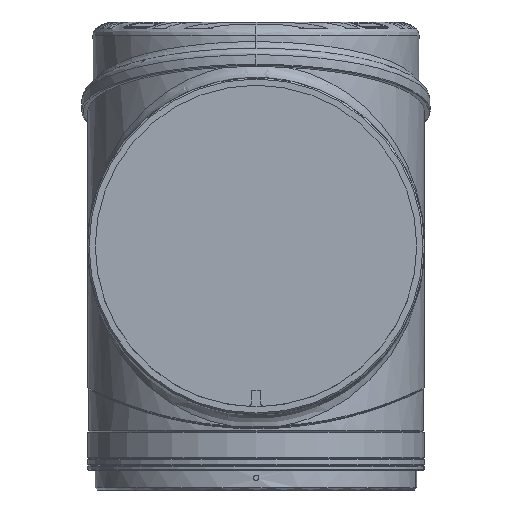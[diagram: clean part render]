
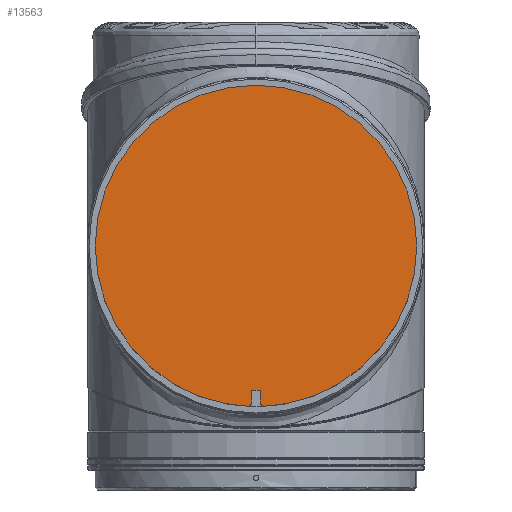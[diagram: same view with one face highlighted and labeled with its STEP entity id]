
A CAD part, left-side view. The second image highlights one B-rep face of the part: STEP entity #13563.
In plain terms, the highlighted planar face has unit normal (-1, 0, 0).
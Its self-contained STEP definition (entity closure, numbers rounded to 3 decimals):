
#38 = CARTESIAN_POINT ( 'NONE',  ( -87., -1.5, 67. ) ) ;
#90 = CARTESIAN_POINT ( 'NONE',  ( -87., 4.113, 59.617 ) ) ;
#795 = AXIS2_PLACEMENT_3D ( 'NONE', #4691, #20762, #17710 ) ;
#1177 = AXIS2_PLACEMENT_3D ( 'NONE', #9421, #15517, #11007 ) ;
#1218 = DIRECTION ( 'NONE',  ( 0., 1., 0. ) ) ;
#1295 = EDGE_CURVE ( 'NONE', #14519, #5825, #3150, .T. ) ;
#1681 = VERTEX_POINT ( 'NONE', #12616 ) ;
#1687 = CIRCLE ( 'NONE', #16772, 72.5 ) ;
#1956 = DIRECTION ( 'NONE',  ( 0., 1., 0. ) ) ;
#1996 = CIRCLE ( 'NONE', #4375, 2. ) ;
#2053 = VECTOR ( 'NONE', #2963, 1000. ) ;
#2313 = CARTESIAN_POINT ( 'NONE',  ( -87., -72.5, 132. ) ) ;
#2623 = ORIENTED_EDGE ( 'NONE', *, *, #11734, .F. ) ;
#2963 = DIRECTION ( 'NONE',  ( 0., 0., -1. ) ) ;
#3150 = CIRCLE ( 'NONE', #795, 72.5 ) ;
#4167 = VERTEX_POINT ( 'NONE', #15199 ) ;
#4340 = EDGE_CURVE ( 'NONE', #10341, #18929, #6857, .T. ) ;
#4343 = CARTESIAN_POINT ( 'NONE',  ( -87., 72.5, 132. ) ) ;
#4352 = DIRECTION ( 'NONE',  ( -1., 0., 0. ) ) ;
#4374 = AXIS2_PLACEMENT_3D ( 'NONE', #15245, #16825, #14947 ) ;
#4375 = AXIS2_PLACEMENT_3D ( 'NONE', #14028, #4352, #1218 ) ;
#4498 = DIRECTION ( 'NONE',  ( 0., 1., 0. ) ) ;
#4691 = CARTESIAN_POINT ( 'NONE',  ( -87., 0., 132. ) ) ;
#4808 = EDGE_CURVE ( 'NONE', #1681, #5309, #14925, .T. ) ;
#5309 = VERTEX_POINT ( 'NONE', #17292 ) ;
#5642 = ORIENTED_EDGE ( 'NONE', *, *, #12117, .T. ) ;
#5825 = VERTEX_POINT ( 'NONE', #4343 ) ;
#6566 = PLANE ( 'NONE',  #13780 ) ;
#6857 = CIRCLE ( 'NONE', #1177, 2. ) ;
#6869 = AXIS2_PLACEMENT_3D ( 'NONE', #12111, #13382, #13687 ) ;
#6953 = VERTEX_POINT ( 'NONE', #19228 ) ;
#7156 = DIRECTION ( 'NONE',  ( 0., 1., 0. ) ) ;
#7642 = CARTESIAN_POINT ( 'NONE',  ( -87., 0., 132. ) ) ;
#8100 = LINE ( 'NONE', #11166, #9962 ) ;
#9003 = ORIENTED_EDGE ( 'NONE', *, *, #1295, .T. ) ;
#9421 = CARTESIAN_POINT ( 'NONE',  ( -87., 4., 61.614 ) ) ;
#9930 = FACE_OUTER_BOUND ( 'NONE', #16634, .T. ) ;
#9962 = VECTOR ( 'NONE', #12750, 1000. ) ;
#9994 = VERTEX_POINT ( 'NONE', #38 ) ;
#10341 = VERTEX_POINT ( 'NONE', #90 ) ;
#10360 = ORIENTED_EDGE ( 'NONE', *, *, #14698, .F. ) ;
#10947 = LINE ( 'NONE', #17359, #2053 ) ;
#11007 = DIRECTION ( 'NONE',  ( 0., 1., 0. ) ) ;
#11166 = CARTESIAN_POINT ( 'NONE',  ( -87., -2., 67. ) ) ;
#11528 = CARTESIAN_POINT ( 'NONE',  ( -87., -2., 61.614 ) ) ;
#11690 = CARTESIAN_POINT ( 'NONE',  ( -87., 0., 132. ) ) ;
#11734 = EDGE_CURVE ( 'NONE', #9994, #5309, #8100, .T. ) ;
#11784 = VECTOR ( 'NONE', #19111, 1000. ) ;
#12111 = CARTESIAN_POINT ( 'NONE',  ( -87., 1.5, 66.5 ) ) ;
#12117 = EDGE_CURVE ( 'NONE', #4167, #14519, #20394, .T. ) ;
#12354 = ORIENTED_EDGE ( 'NONE', *, *, #4340, .T. ) ;
#12581 = CARTESIAN_POINT ( 'NONE',  ( -87., 2., 61.614 ) ) ;
#12616 = CARTESIAN_POINT ( 'NONE',  ( -87., 2., 66.5 ) ) ;
#12750 = DIRECTION ( 'NONE',  ( 0., 1., 0. ) ) ;
#13194 = CARTESIAN_POINT ( 'NONE',  ( -87., 0., 132. ) ) ;
#13382 = DIRECTION ( 'NONE',  ( 1., 0., 0. ) ) ;
#13436 = CIRCLE ( 'NONE', #4374, 0.5 ) ;
#13563 = ADVANCED_FACE ( 'NONE', ( #9930 ), #6566, .T. ) ;
#13687 = DIRECTION ( 'NONE',  ( 0., 1., 0. ) ) ;
#13780 = AXIS2_PLACEMENT_3D ( 'NONE', #13194, #16341, #1956 ) ;
#14002 = EDGE_CURVE ( 'NONE', #9994, #6953, #13436, .T. ) ;
#14028 = CARTESIAN_POINT ( 'NONE',  ( -87., -4., 61.614 ) ) ;
#14067 = DIRECTION ( 'NONE',  ( -1., 0., 0. ) ) ;
#14163 = ORIENTED_EDGE ( 'NONE', *, *, #14002, .T. ) ;
#14267 = EDGE_CURVE ( 'NONE', #6953, #17228, #10947, .T. ) ;
#14519 = VERTEX_POINT ( 'NONE', #2313 ) ;
#14698 = EDGE_CURVE ( 'NONE', #1681, #18929, #18019, .T. ) ;
#14925 = CIRCLE ( 'NONE', #6869, 0.5 ) ;
#14947 = DIRECTION ( 'NONE',  ( 0., 1., 0. ) ) ;
#15199 = CARTESIAN_POINT ( 'NONE',  ( -87., -4.113, 59.617 ) ) ;
#15245 = CARTESIAN_POINT ( 'NONE',  ( -87., -1.5, 66.5 ) ) ;
#15345 = ORIENTED_EDGE ( 'NONE', *, *, #18454, .T. ) ;
#15480 = ORIENTED_EDGE ( 'NONE', *, *, #19296, .T. ) ;
#15517 = DIRECTION ( 'NONE',  ( -1., 0., 0. ) ) ;
#16341 = DIRECTION ( 'NONE',  ( -1., 0., 0. ) ) ;
#16634 = EDGE_LOOP ( 'NONE', ( #2623, #14163, #17481, #15480, #5642, #9003, #15345, #12354, #10360, #16795 ) ) ;
#16772 = AXIS2_PLACEMENT_3D ( 'NONE', #11690, #18083, #7156 ) ;
#16795 = ORIENTED_EDGE ( 'NONE', *, *, #4808, .T. ) ;
#16825 = DIRECTION ( 'NONE',  ( 1., 0., 0. ) ) ;
#17228 = VERTEX_POINT ( 'NONE', #11528 ) ;
#17292 = CARTESIAN_POINT ( 'NONE',  ( -87., 1.5, 67. ) ) ;
#17359 = CARTESIAN_POINT ( 'NONE',  ( -87., -2., 132. ) ) ;
#17481 = ORIENTED_EDGE ( 'NONE', *, *, #14267, .T. ) ;
#17710 = DIRECTION ( 'NONE',  ( 0., 1., 0. ) ) ;
#18019 = LINE ( 'NONE', #19012, #11784 ) ;
#18037 = AXIS2_PLACEMENT_3D ( 'NONE', #7642, #14067, #4498 ) ;
#18083 = DIRECTION ( 'NONE',  ( -1., 0., 0. ) ) ;
#18454 = EDGE_CURVE ( 'NONE', #5825, #10341, #1687, .T. ) ;
#18929 = VERTEX_POINT ( 'NONE', #12581 ) ;
#19012 = CARTESIAN_POINT ( 'NONE',  ( -87., 2., 67. ) ) ;
#19111 = DIRECTION ( 'NONE',  ( 0., 0., -1. ) ) ;
#19228 = CARTESIAN_POINT ( 'NONE',  ( -87., -2., 66.5 ) ) ;
#19296 = EDGE_CURVE ( 'NONE', #17228, #4167, #1996, .T. ) ;
#20394 = CIRCLE ( 'NONE', #18037, 72.5 ) ;
#20762 = DIRECTION ( 'NONE',  ( -1., 0., 0. ) ) ;
